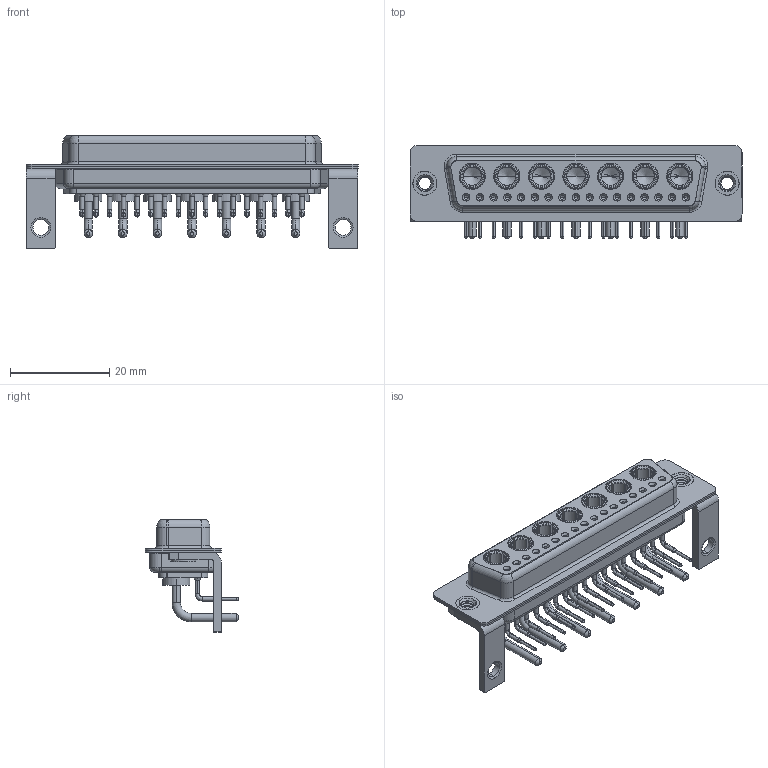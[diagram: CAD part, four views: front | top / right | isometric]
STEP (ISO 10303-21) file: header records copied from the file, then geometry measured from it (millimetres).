
FILE_DESCRIPTION (( 'STEP AP203' ), '1' );
FILE_NAME ('630-24W7640-1TC.STEP', '2022-06-09T01:45:13', ( '' ), ( '' ), 'SwSTEP 2.0', 'SolidWorks 2020', '' );
FILE_SCHEMA (( 'CONFIG_CONTROL_DESIGN' ));
Length unit declared in the file: millimetre
Products named in the file (8): 630Combo Threaded Rivet_B; 630-24W7640-1TC; 630Combo Stabilizer Bracket_50 Contacts; 630Combo Contact Row 3; 630Combo Shell Front_50 Contacts; 630Combo Shell Rear_50 Contacts; Power Socket_10A RA 50; 630Combo Housing_24W7
Assembly tree (31 placements, depth 2):
  630-24W7640-1TC
    630Combo Housing_24W7
    630Combo Shell Front_50 Contacts
    630Combo Shell Rear_50 Contacts
    630Combo Threaded Rivet_B  x2
    630Combo Stabilizer Bracket_50 Contacts  x2
    Power Socket_10A RA 50  x7
    630Combo Contact Row 3  x17
Bounding box: 67 x 18.8 x 22.8 mm (x, y, z)
Volume: 7084.3 mm3; surface area: 15242.5 mm2
Topology: 38 solids, 38 shells, 1764 faces, 4522 edges, 2869 vertices
Faces by surface type: cylinder 721, plane 545, cone 318, torus 99, bspline 81
Entity records: 21915 total; most frequent: CARTESIAN_POINT 5050, DIRECTION 3514, ORIENTED_EDGE 3014, EDGE_CURVE 1507, AXIS2_PLACEMENT_3D 1460, VERTEX_POINT 962, CIRCLE 800, EDGE_LOOP 773
